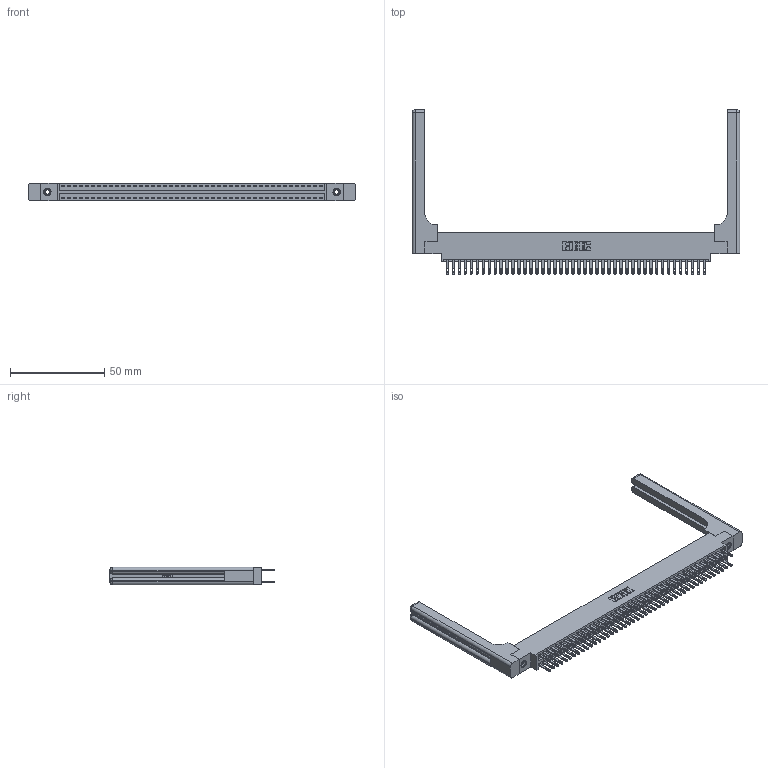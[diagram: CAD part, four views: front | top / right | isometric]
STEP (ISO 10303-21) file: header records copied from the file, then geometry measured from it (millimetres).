
FILE_DESCRIPTION (( 'STEP AP203' ), '1' );
FILE_NAME ('346-088-500-858.STEP', '2022-05-26T00:09:07', ( '' ), ( '' ), 'SwSTEP 2.0', 'SolidWorks 2020', '' );
FILE_SCHEMA (( 'CONFIG_CONTROL_DESIGN' ));
Length unit declared in the file: inch
Products named in the file (5): 345-292-001_345-293-100; 346-220-058_345-220-058; 346-088-500-858; 346 Part_0.170 Offset - 0.156 Dia-TH; 345-250-001_345-250-001-102
Assembly tree (93 placements, depth 2):
  346-088-500-858
    346 Part_0.170 Offset - 0.156 Dia-TH
    345-292-001_345-293-100  x88
    345-250-001_345-250-001-102  x2
    346-220-058_345-220-058  x2
Bounding box: 173.76 x 87.12 x 9.4 mm (x, y, z)
Volume: 24549.9 mm3; surface area: 29583.5 mm2
Topology: 93 solids, 93 shells, 4620 faces, 13979 edges, 9298 vertices
Faces by surface type: plane 2794, cylinder 1766, bspline 36, cone 12, sphere 8, torus 4
Entity records: 34106 total; most frequent: CARTESIAN_POINT 6631, ORIENTED_EDGE 5360, DIRECTION 4828, EDGE_CURVE 2680, LINE 2276, VECTOR 2276, VERTEX_POINT 1778, AXIS2_PLACEMENT_3D 1276
